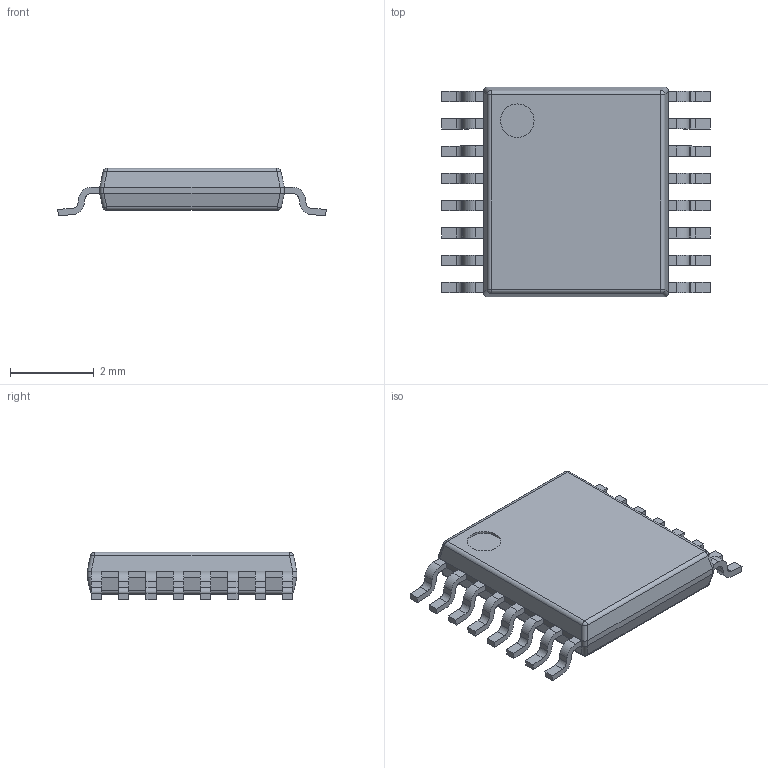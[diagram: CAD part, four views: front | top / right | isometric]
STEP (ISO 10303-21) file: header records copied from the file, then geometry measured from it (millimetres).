
FILE_DESCRIPTION((''),'2;1');
FILE_NAME('PWP0016C_ASM','2019-01-11T07:37:58',('a0412086'),(''),'CREO PARAMETRIC BY PTC INC, 2018020','CREO PARAMETRIC BY PTC INC, 2018020','');
FILE_SCHEMA(('AUTOMOTIVE_DESIGN { 1 0 10303 214 1 1 1 1 }'));
Length unit declared in the file: millimetre
Products named in the file (5): BODY-TSSOP; LEAD-TSSOP; PIN1; DAP; PWP0016C_ASM
Assembly tree (19 placements, depth 2):
  PWP0016C_ASM
    BODY-TSSOP
    LEAD-TSSOP  x16
    PIN1
    DAP
Bounding box: 6.4 x 5 x 1.13 mm (x, y, z)
Volume: 22 mm3; surface area: 88.2 mm2
Topology: 18 solids, 18 shells, 312 faces, 798 edges, 524 vertices
Faces by surface type: plane 218, cylinder 86, sphere 8
Entity records: 4532 total; most frequent: CARTESIAN_POINT 718, DIRECTION 587, ORIENTED_EDGE 516, PRESENTATION_STYLE_ASSIGNMENT 261, STYLED_ITEM 261, CURVE_STYLE 258, EDGE_CURVE 258, VECTOR 198
